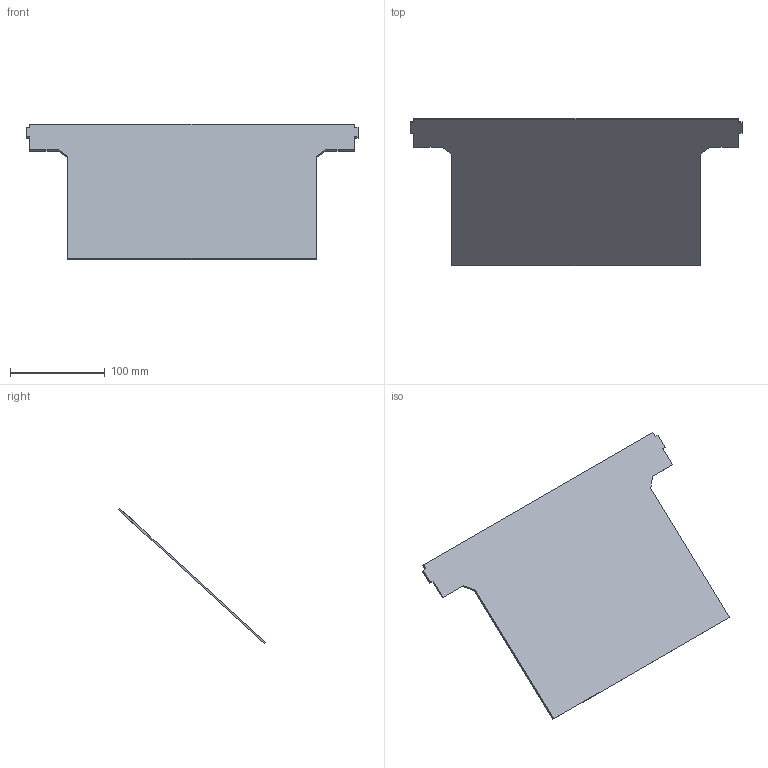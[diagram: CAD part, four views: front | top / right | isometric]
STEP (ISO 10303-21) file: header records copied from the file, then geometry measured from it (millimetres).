
FILE_DESCRIPTION(('STEP AP214'),'1');
FILE_NAME('cctmp_8062D965-E623-4C66-A8F1-E0A9D11E4712_2024_06_07_11_28_43_0096..stp','2024-06-07T09:28:43',('SIEMENS A&D'),('CADClick - www.CADClick.com'),'Spatial InterOp 3D',' ','unknown authorization');
FILE_SCHEMA(('AUTOMOTIVE_DESIGN'));
Length unit declared in the file: millimetre
Products named in the file (1): 2024_06_07_11_28_43_0073
Bounding box: 351 x 156.18 x 143.35 mm (x, y, z)
Volume: 117300 mm3; surface area: 119520.6 mm2
Topology: 1 solids, 1 shells, 20 faces, 54 edges, 36 vertices
Faces by surface type: plane 20
Entity records: 802 total; most frequent: CARTESIAN_POINT 111, ORIENTED_EDGE 108, DIRECTION 96, EDGE_CURVE 54, LINE 54, VECTOR 54, VERTEX_POINT 36, STYLED_ITEM 21
